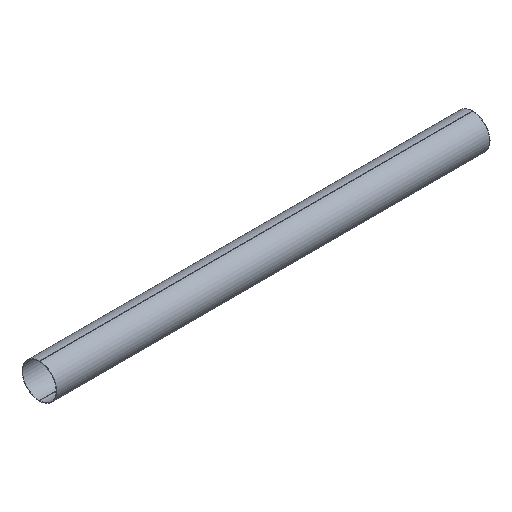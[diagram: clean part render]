
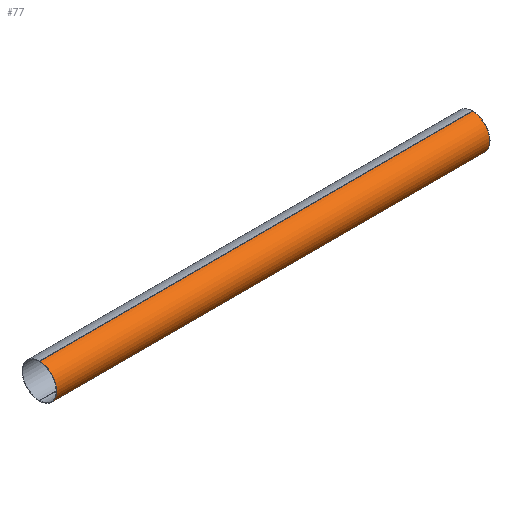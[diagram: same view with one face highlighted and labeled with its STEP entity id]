
A CAD part, isometric view. The second image highlights one B-rep face of the part: STEP entity #77.
In plain terms, the highlighted cylindrical face has radius 200 mm (diameter 400 mm), a partial arc.
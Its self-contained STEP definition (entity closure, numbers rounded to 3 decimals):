
#51 = EDGE_CURVE( '', #95, #71, #121, .T. );
#59 = VERTEX_POINT( '', #130 );
#61 = EDGE_CURVE( '', #65, #59, #132, .T. );
#65 = VERTEX_POINT( '', #138 );
#71 = VERTEX_POINT( '', #147 );
#77 = ADVANCED_FACE( '', ( #153 ), #154, .T. );
#87 = EDGE_CURVE( '', #71, #65, #165, .T. );
#95 = VERTEX_POINT( '', #173 );
#103 = EDGE_CURVE( '', #59, #95, #181, .T. );
#121 = LINE( '', #190, #191 );
#130 = CARTESIAN_POINT( '', ( 0., 0., 200. ) );
#132 = LINE( '', #206, #207 );
#138 = CARTESIAN_POINT( '', ( 5000., 0., 200. ) );
#147 = CARTESIAN_POINT( '', ( 5000., 0., -200. ) );
#153 = FACE_OUTER_BOUND( '', #229, .T. );
#154 = CYLINDRICAL_SURFACE( '', #230, 200. );
#165 = CIRCLE( '', #245, 200. );
#173 = CARTESIAN_POINT( '', ( 0., 0., -200. ) );
#181 = CIRCLE( '', #264, 200. );
#190 = CARTESIAN_POINT( '', ( 0., 0., -200. ) );
#191 = VECTOR( '', #266, 1. );
#206 = CARTESIAN_POINT( '', ( 0., 0., 200. ) );
#207 = VECTOR( '', #279, 1. );
#229 = EDGE_LOOP( '', ( #308, #309, #310, #311 ) );
#230 = AXIS2_PLACEMENT_3D( '', #312, #313, #314 );
#245 = AXIS2_PLACEMENT_3D( '', #327, #328, #329 );
#264 = AXIS2_PLACEMENT_3D( '', #340, #341, #342 );
#266 = DIRECTION( '', ( 1., 0., 0. ) );
#279 = DIRECTION( '', ( -1., 0., 0. ) );
#308 = ORIENTED_EDGE( '', *, *, #51, .T. );
#309 = ORIENTED_EDGE( '', *, *, #87, .T. );
#310 = ORIENTED_EDGE( '', *, *, #61, .T. );
#311 = ORIENTED_EDGE( '', *, *, #103, .T. );
#312 = CARTESIAN_POINT( '', ( 0., 0., 0. ) );
#313 = DIRECTION( '', ( -1., 0., 0. ) );
#314 = DIRECTION( '', ( 0., 0., -1. ) );
#327 = CARTESIAN_POINT( '', ( 5000., 0., 0. ) );
#328 = DIRECTION( '', ( -1., 0., 0. ) );
#329 = DIRECTION( '', ( 0., 0., -1. ) );
#340 = CARTESIAN_POINT( '', ( 0., 0., 0. ) );
#341 = DIRECTION( '', ( 1., 0., 0. ) );
#342 = DIRECTION( '', ( 0., 0., -1. ) );
